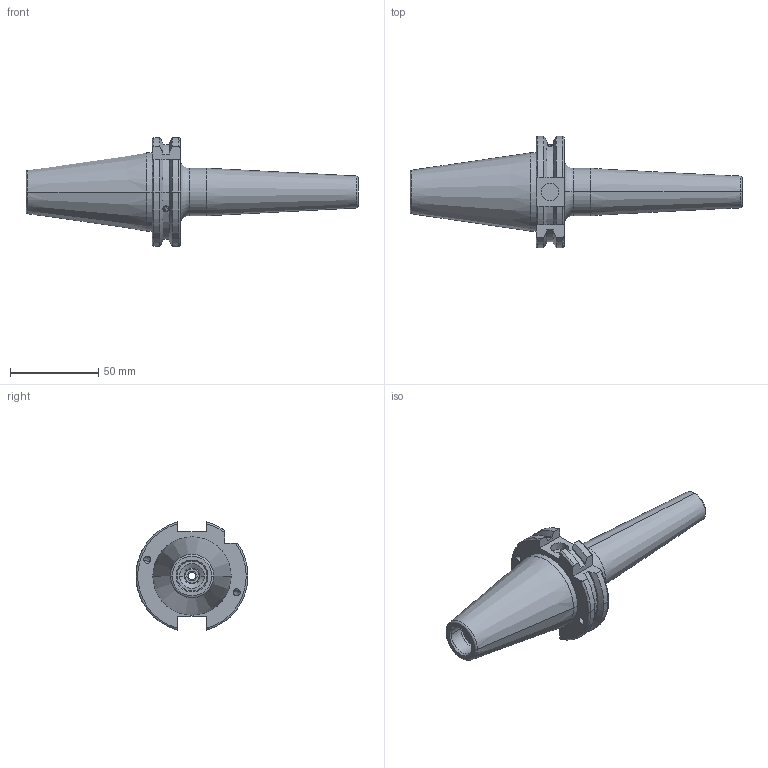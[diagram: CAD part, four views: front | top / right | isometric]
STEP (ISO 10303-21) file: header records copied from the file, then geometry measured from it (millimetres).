
FILE_DESCRIPTION (( 'STEP AP203' ), '1' );
FILE_NAME ('91406-SRS212120.STEP', '2023-06-15T11:52:56', ( '' ), ( '' ), 'SwSTEP 2.0', 'SolidWorks 2018', '' );
FILE_SCHEMA (( 'CONFIG_CONTROL_DESIGN' ));
Length unit declared in the file: millimetre
Products named in the file (5): SK40SFS12120FWW; 91406-SRS212120; GS-M4X4_DIN 913 - M4 x 4-N; SCWM10X1-10
Assembly tree (5 placements, depth 3):
  91406-SRS212120
    SK40SFS12120FWW
      SK40SFS12120FWW
      GS-M4X4_DIN 913 - M4 x 4-N  x2
      SCWM10X1-10
Bounding box: 188.4 x 63.55 x 61.48 mm (x, y, z)
Volume: 137642.5 mm3; surface area: 31679.2 mm2
Topology: 4 solids, 4 shells, 220 faces, 547 edges, 345 vertices
Faces by surface type: cone 82, cylinder 58, plane 56, torus 20, bspline 4
Entity records: 6067 total; most frequent: CARTESIAN_POINT 1312, DIRECTION 944, ORIENTED_EDGE 854, EDGE_CURVE 427, AXIS2_PLACEMENT_3D 379, VERTEX_POINT 269, CIRCLE 201, EDGE_LOOP 194
